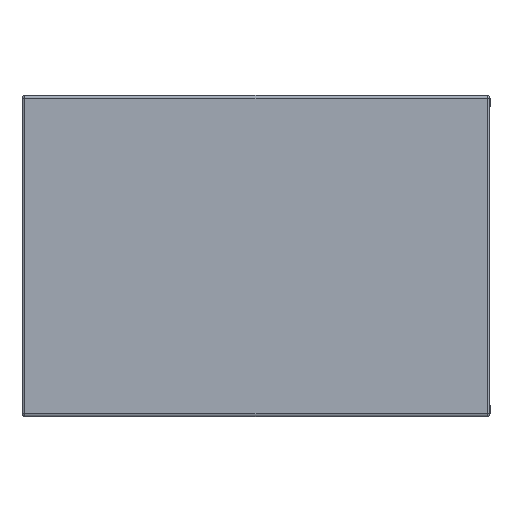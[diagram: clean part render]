
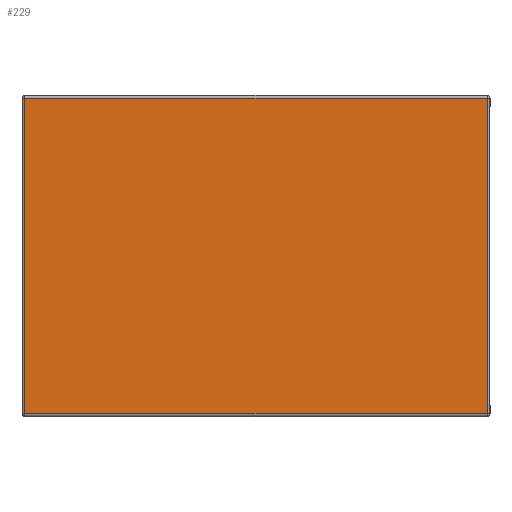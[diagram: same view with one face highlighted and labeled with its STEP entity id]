
A CAD part, left-side view. The second image highlights one B-rep face of the part: STEP entity #229.
In plain terms, the highlighted planar face has unit normal (-1, 0, 0).
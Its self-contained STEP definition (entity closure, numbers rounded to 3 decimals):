
#229 = ADVANCED_FACE ( 'NONE', ( #2121 ), #5490, .F. ) ;
#741 = VECTOR ( 'NONE', #4819, 1000. ) ;
#926 = VERTEX_POINT ( 'NONE', #1218 ) ;
#1017 = CARTESIAN_POINT ( 'NONE',  ( -0.8, -0.395, 0.545 ) ) ;
#1151 = DIRECTION ( 'NONE',  ( 1., 0., 0. ) ) ;
#1218 = CARTESIAN_POINT ( 'NONE',  ( -0.8, -0.395, 0.005 ) ) ;
#1379 = VECTOR ( 'NONE', #3173, 1000. ) ;
#1641 = CARTESIAN_POINT ( 'NONE',  ( -0.8, -0.4, 0.005 ) ) ;
#1866 = VECTOR ( 'NONE', #5646, 1000. ) ;
#1869 = VECTOR ( 'NONE', #4314, 1000. ) ;
#2012 = LINE ( 'NONE', #2940, #1866 ) ;
#2121 = FACE_OUTER_BOUND ( 'NONE', #5604, .T. ) ;
#2269 = EDGE_CURVE ( 'NONE', #926, #4761, #2617, .T. ) ;
#2617 = LINE ( 'NONE', #3603, #1379 ) ;
#2940 = CARTESIAN_POINT ( 'NONE',  ( -0.8, -0.4, 0.545 ) ) ;
#2993 = VERTEX_POINT ( 'NONE', #3336 ) ;
#3024 = ORIENTED_EDGE ( 'NONE', *, *, #2269, .T. ) ;
#3112 = EDGE_CURVE ( 'NONE', #2993, #4582, #5473, .T. ) ;
#3173 = DIRECTION ( 'NONE',  ( 0., 0., 1. ) ) ;
#3228 = AXIS2_PLACEMENT_3D ( 'NONE', #3888, #1151, #4344 ) ;
#3336 = CARTESIAN_POINT ( 'NONE',  ( -0.8, 0.395, 0.545 ) ) ;
#3603 = CARTESIAN_POINT ( 'NONE',  ( -0.8, -0.395, 0.55 ) ) ;
#3619 = ORIENTED_EDGE ( 'NONE', *, *, #3784, .T. ) ;
#3620 = ORIENTED_EDGE ( 'NONE', *, *, #3112, .T. ) ;
#3784 = EDGE_CURVE ( 'NONE', #4582, #926, #4216, .T. ) ;
#3860 = CARTESIAN_POINT ( 'NONE',  ( -0.8, 0.395, 0.55 ) ) ;
#3888 = CARTESIAN_POINT ( 'NONE',  ( -0.8, -0.4, 0.55 ) ) ;
#3901 = CARTESIAN_POINT ( 'NONE',  ( -0.8, 0.395, 0.005 ) ) ;
#4216 = LINE ( 'NONE', #1641, #741 ) ;
#4314 = DIRECTION ( 'NONE',  ( 0., 0., -1. ) ) ;
#4344 = DIRECTION ( 'NONE',  ( 0., 0., -1. ) ) ;
#4486 = EDGE_CURVE ( 'NONE', #4761, #2993, #2012, .T. ) ;
#4582 = VERTEX_POINT ( 'NONE', #3901 ) ;
#4761 = VERTEX_POINT ( 'NONE', #1017 ) ;
#4819 = DIRECTION ( 'NONE',  ( 0., -1., 0. ) ) ;
#5473 = LINE ( 'NONE', #3860, #1869 ) ;
#5490 = PLANE ( 'NONE',  #3228 ) ;
#5604 = EDGE_LOOP ( 'NONE', ( #5837, #3620, #3619, #3024 ) ) ;
#5646 = DIRECTION ( 'NONE',  ( 0., 1., 0. ) ) ;
#5837 = ORIENTED_EDGE ( 'NONE', *, *, #4486, .T. ) ;
